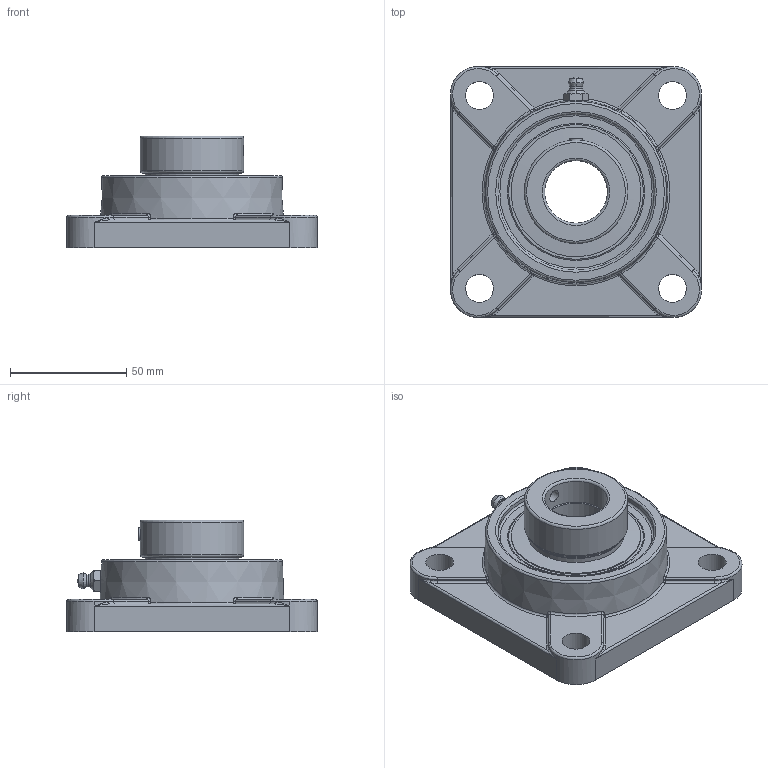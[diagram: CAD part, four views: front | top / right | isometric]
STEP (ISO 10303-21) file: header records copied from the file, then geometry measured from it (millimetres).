
FILE_DESCRIPTION(('HOOPS Exchange Step'),'2;1');
FILE_NAME('export-30C104E8-BB46-4B6A-B378-B2CAFD56F034.stp','2019-12-12T15:16:06-08:00',('ibuslach'),('Alibre'),'HOOPS Exchange 2019.2','Alibre','Unknown authorisation');
FILE_SCHEMA( ('AP242_MANAGED_MODEL_BASED_3D_ENGINEERING_MIM_LF {1 0 10303 442 1 1 4 }') );
Length unit declared in the file: centimetre
Products named in the file (8): UCP ZERK 6mm; MRN SF 206 (NO LETTERING); SNC 206-17 COLLAR; SNC 206-17 RACES; SNC 206 SHIELD; SNC 206 SS; MRN SNC 206-17; MRN SNCF 206-17
Assembly tree (8 placements, depth 3):
  MRN SNCF 206-17
    UCP ZERK 6mm
    MRN SF 206 (NO LETTERING)
    MRN SNC 206-17
      SNC 206-17 COLLAR
      SNC 206-17 RACES
      SNC 206 SHIELD  x2
      SNC 206 SS
Bounding box: 108 x 108 x 48.11 mm (x, y, z)
Volume: 178479.5 mm3; surface area: 63894.1 mm2
Topology: 8 solids, 8 shells, 233 faces, 596 edges, 359 vertices
Faces by surface type: cylinder 67, plane 61, torus 41, bspline 28, cone 19, sphere 17
Full cylindrical faces by diameter (mm): 2.506 x2, 5.359 x2, 5.36 x1, 6 x2, 12 x4, 26.988 x2, 37.643 x2, 40.323 x4, 41.338 x2, 44.501 x1, 51.397 x2, 55.88 x2, 67.335 x1, 69.088 x1
Entity records: 11932 total; most frequent: CARTESIAN_POINT 6351, DIRECTION 1190, ORIENTED_EDGE 1106, EDGE_CURVE 553, AXIS2_PLACEMENT_3D 515, VERTEX_POINT 345, CIRCLE 293, EDGE_LOOP 256
